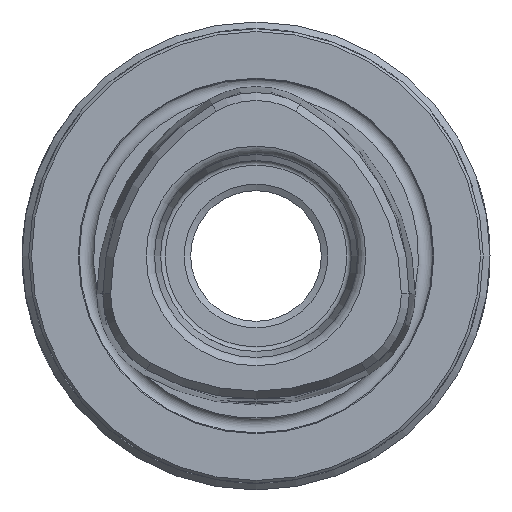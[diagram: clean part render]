
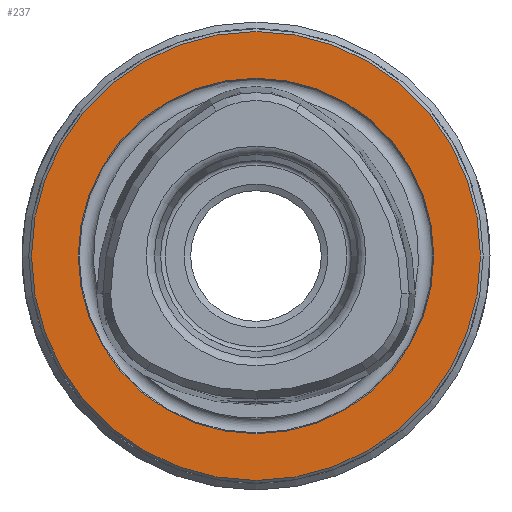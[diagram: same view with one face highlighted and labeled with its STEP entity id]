
A CAD part, left-side view. The second image highlights one B-rep face of the part: STEP entity #237.
In plain terms, the highlighted planar face has unit normal (-1, 0, 0).
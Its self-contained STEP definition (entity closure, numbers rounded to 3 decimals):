
#237 = ADVANCED_FACE( '', ( #540, #541 ), #542, .T. );
#540 = FACE_OUTER_BOUND( '', #883, .T. );
#541 = FACE_BOUND( '', #884, .T. );
#542 = PLANE( '', #885 );
#883 = EDGE_LOOP( '', ( #1492 ) );
#884 = EDGE_LOOP( '', ( #1493 ) );
#885 = AXIS2_PLACEMENT_3D( '', #1494, #1495, #1496 );
#1492 = ORIENTED_EDGE( '', *, *, #1791, .T. );
#1493 = ORIENTED_EDGE( '', *, *, #1962, .F. );
#1494 = CARTESIAN_POINT( '', ( 0., 0., 19.4 ) );
#1495 = DIRECTION( '', ( -1., 0., 0. ) );
#1496 = DIRECTION( '', ( 0., 0., 1. ) );
#1791 = EDGE_CURVE( '', #2099, #2099, #2100, .T. );
#1962 = EDGE_CURVE( '', #2349, #2349, #2350, .T. );
#2099 = VERTEX_POINT( '', #2872 );
#2100 = CIRCLE( '', #2873, 24.7 );
#2349 = VERTEX_POINT( '', #3551 );
#2350 = CIRCLE( '', #3552, 19.564 );
#2872 = CARTESIAN_POINT( '', ( 0., 0., 24.7 ) );
#2873 = AXIS2_PLACEMENT_3D( '', #3688, #3689, #3690 );
#3551 = CARTESIAN_POINT( '', ( 0., 0., 19.564 ) );
#3552 = AXIS2_PLACEMENT_3D( '', #3863, #3864, #3865 );
#3688 = CARTESIAN_POINT( '', ( 0., 0., 0. ) );
#3689 = DIRECTION( '', ( -1., 0., 0. ) );
#3690 = DIRECTION( '', ( 0., 0., 1. ) );
#3863 = CARTESIAN_POINT( '', ( 0., 0., 0. ) );
#3864 = DIRECTION( '', ( -1., 0., 0. ) );
#3865 = DIRECTION( '', ( 0., 0., 1. ) );
